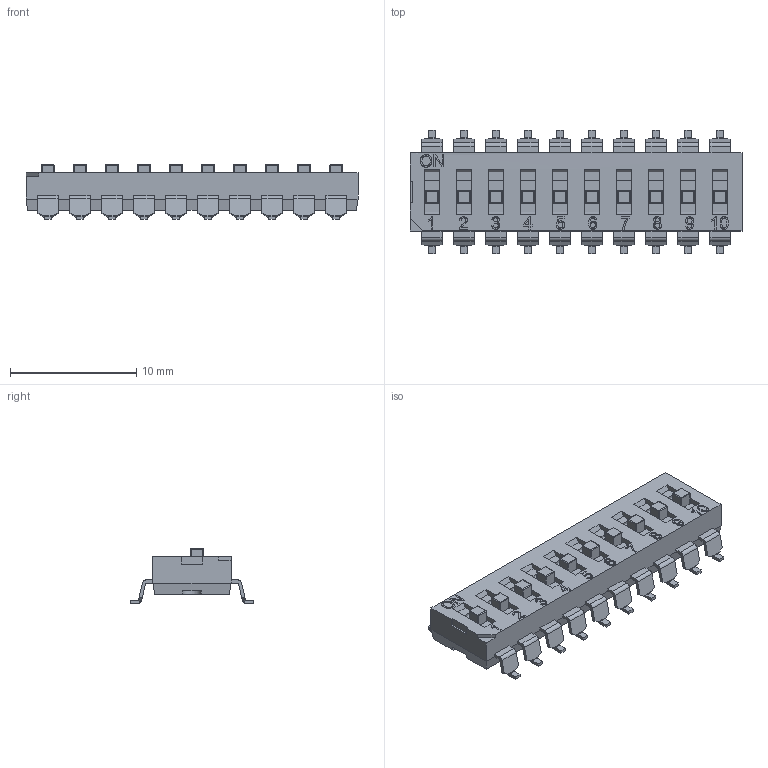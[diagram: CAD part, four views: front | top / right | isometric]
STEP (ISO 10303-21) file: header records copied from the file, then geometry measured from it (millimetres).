
FILE_DESCRIPTION(/* description */ (''),/* implementation_level */ '2;1');
FILE_NAME(/* name */ 'SMD DIP SWITCH 10P.step',/* time_stamp */ '2021-04-01T12:33:10+02:00',/* author */ (''),/* organization */ (''),/* preprocessor_version */ 'ST-DEVELOPER v18.1',/* originating_system */ 'Autodesk Translation Framework v9.10.0.1330',/* authorisation */ '');
FILE_SCHEMA (('AUTOMOTIVE_DESIGN { 1 0 10303 214 3 1 1 }'));
Length unit declared in the file: millimetre
Products named in the file (1): SMD DIP SWITCH 10P
Bounding box: 26.34 x 9.8 x 4.32 mm (x, y, z)
Volume: 513.1 mm3; surface area: 1092.3 mm2
Topology: 31 solids, 31 shells, 1790 faces, 4817 edges, 3032 vertices
Faces by surface type: plane 1092, cylinder 542, bspline 76, torus 40, sphere 40
Full cylindrical faces by diameter (mm): 0.57 x10, 0.6 x30, 2.4 x1
Entity records: 58635 total; most frequent: CARTESIAN_POINT 13290, ORIENTED_EDGE 9634, DIRECTION 9184, EDGE_CURVE 4817, LINE 3496, VECTOR 3496, VERTEX_POINT 3032, AXIS2_PLACEMENT_3D 2844
